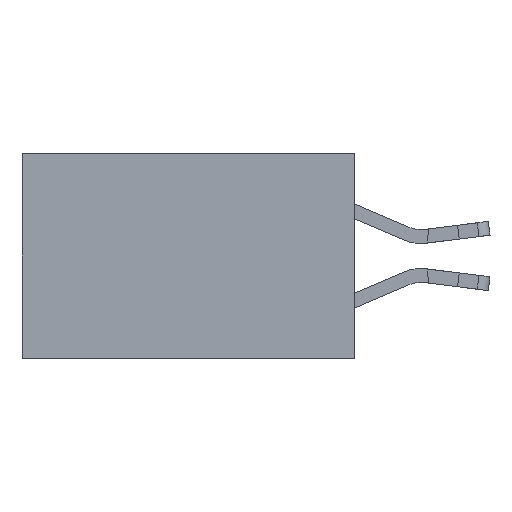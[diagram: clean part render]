
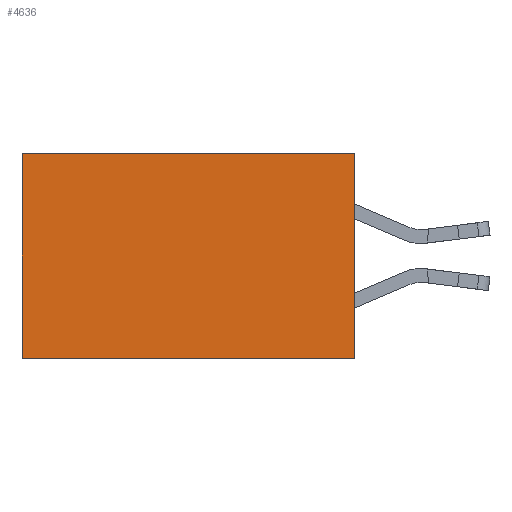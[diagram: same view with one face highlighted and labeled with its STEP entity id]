
A CAD part, left-side view. The second image highlights one B-rep face of the part: STEP entity #4636.
In plain terms, the highlighted planar face has unit normal (-1, 0, 0).
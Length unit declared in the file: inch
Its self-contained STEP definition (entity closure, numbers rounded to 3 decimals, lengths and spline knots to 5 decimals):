
#1312 = VERTEX_POINT ( 'NONE', #3098 ) ;
#1681 = DIRECTION ( 'NONE',  ( 0., 0., -1. ) ) ;
#1687 = DIRECTION ( 'NONE',  ( 1., 0., 0. ) ) ;
#3063 = ORIENTED_EDGE ( 'NONE', *, *, #5396, .T. ) ;
#3098 = CARTESIAN_POINT ( 'NONE',  ( 0.298, 0., -0.37 ) ) ;
#4636 = ADVANCED_FACE ( 'NONE', ( #8894 ), #10189, .F. ) ;
#4913 = ORIENTED_EDGE ( 'NONE', *, *, #7293, .F. ) ;
#5396 = EDGE_CURVE ( 'NONE', #12084, #8677, #14044, .T. ) ;
#6088 = CARTESIAN_POINT ( 'NONE',  ( 0.298, 0.6, -0.37 ) ) ;
#6139 = LINE ( 'NONE', #14700, #16627 ) ;
#6502 = EDGE_LOOP ( 'NONE', ( #11943, #4913, #12617, #3063 ) ) ;
#6514 = CARTESIAN_POINT ( 'NONE',  ( 0.298, 0., 0. ) ) ;
#7293 = EDGE_CURVE ( 'NONE', #1312, #11542, #6139, .T. ) ;
#7500 = CARTESIAN_POINT ( 'NONE',  ( 0.298, 0.6, 0. ) ) ;
#8198 = CARTESIAN_POINT ( 'NONE',  ( 0.298, 0.6, 0. ) ) ;
#8677 = VERTEX_POINT ( 'NONE', #7500 ) ;
#8849 = EDGE_CURVE ( 'NONE', #12084, #1312, #12833, .T. ) ;
#8894 = FACE_OUTER_BOUND ( 'NONE', #6502, .T. ) ;
#9408 = DIRECTION ( 'NONE',  ( 0., 1., 0. ) ) ;
#9483 = DIRECTION ( 'NONE',  ( 0., 0., -1. ) ) ;
#10165 = CARTESIAN_POINT ( 'NONE',  ( 0.298, 0., 0. ) ) ;
#10189 = PLANE ( 'NONE',  #14861 ) ;
#10474 = VECTOR ( 'NONE', #9408, 39.37008 ) ;
#11292 = LINE ( 'NONE', #8198, #14421 ) ;
#11542 = VERTEX_POINT ( 'NONE', #6088 ) ;
#11943 = ORIENTED_EDGE ( 'NONE', *, *, #13288, .T. ) ;
#12084 = VERTEX_POINT ( 'NONE', #13771 ) ;
#12402 = VECTOR ( 'NONE', #15728, 39.37008 ) ;
#12617 = ORIENTED_EDGE ( 'NONE', *, *, #8849, .F. ) ;
#12833 = LINE ( 'NONE', #6514, #12402 ) ;
#13193 = CARTESIAN_POINT ( 'NONE',  ( 0.298, 0., 0. ) ) ;
#13288 = EDGE_CURVE ( 'NONE', #8677, #11542, #11292, .T. ) ;
#13771 = CARTESIAN_POINT ( 'NONE',  ( 0.298, 0., 0. ) ) ;
#14044 = LINE ( 'NONE', #13193, #10474 ) ;
#14421 = VECTOR ( 'NONE', #9483, 39.37008 ) ;
#14680 = DIRECTION ( 'NONE',  ( 0., 1., 0. ) ) ;
#14700 = CARTESIAN_POINT ( 'NONE',  ( 0.298, 0., -0.37 ) ) ;
#14861 = AXIS2_PLACEMENT_3D ( 'NONE', #10165, #1687, #1681 ) ;
#15728 = DIRECTION ( 'NONE',  ( 0., 0., -1. ) ) ;
#16627 = VECTOR ( 'NONE', #14680, 39.37008 ) ;
